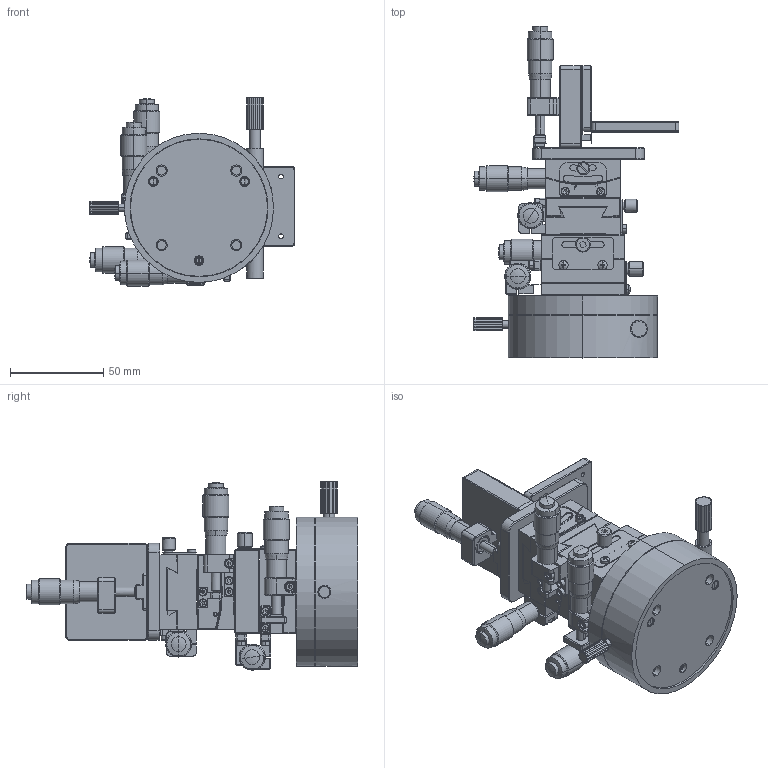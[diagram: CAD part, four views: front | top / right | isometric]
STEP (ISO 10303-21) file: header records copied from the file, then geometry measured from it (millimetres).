
FILE_DESCRIPTION (( 'STEP AP203' ), '1' );
FILE_NAME ('GCM-930602M.STEP', '2019-05-30T01:33:17', ( '' ), ( '' ), 'SwSTEP 2.0', 'SolidWorks 2015', '' );
FILE_SCHEMA (( 'CONFIG_CONTROL_DESIGN' ));
Length unit declared in the file: millimetre
Products named in the file (1): GCM-930602M
Bounding box: 110.5 x 178.03 x 101 mm (x, y, z)
Surface area: 106096.7 mm2 (no closed solid volume)
Topology: 0 solids, 114 shells, 1388 faces, 4418 edges, 2971 vertices
Faces by surface type: plane 588, cylinder 479, cone 223, bspline 98
Entity records: 55945 total; most frequent: CARTESIAN_POINT 18447, DIRECTION 7801, ORIENTED_EDGE 7094, EDGE_CURVE 4317, VERTEX_POINT 2962, AXIS2_PLACEMENT_3D 2808, LINE 2185, VECTOR 2185
